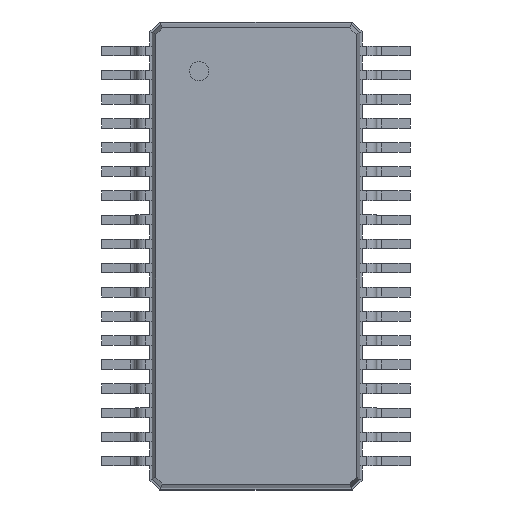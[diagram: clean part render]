
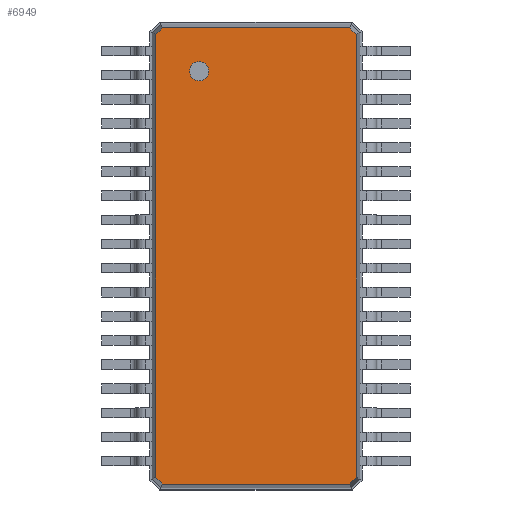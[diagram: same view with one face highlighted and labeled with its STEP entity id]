
A CAD part, top view. The second image highlights one B-rep face of the part: STEP entity #6949.
In plain terms, the highlighted planar face has unit normal (0, 0, 1).
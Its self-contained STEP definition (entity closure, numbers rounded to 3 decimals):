
#2300 = VERTEX_POINT('',#2301);
#2301 = CARTESIAN_POINT('',(2.079,-4.589,1.2));
#2306 = EDGE_CURVE('',#2307,#2300,#2309,.T.);
#2307 = VERTEX_POINT('',#2308);
#2308 = CARTESIAN_POINT('',(2.079,4.589,1.2));
#2309 = LINE('',#2310,#2311);
#2310 = CARTESIAN_POINT('',(2.079,4.589,1.2));
#2311 = VECTOR('',#2312,1.);
#2312 = DIRECTION('',(0.,-1.,0.));
#6932 = VERTEX_POINT('',#6933);
#6933 = CARTESIAN_POINT('',(1.939,-4.729,1.2));
#6938 = EDGE_CURVE('',#2300,#6932,#6939,.T.);
#6939 = LINE('',#6940,#6941);
#6940 = CARTESIAN_POINT('',(2.079,-4.589,1.2));
#6941 = VECTOR('',#6942,1.);
#6942 = DIRECTION('',(-0.707,-0.707,0.));
#6949 = ADVANCED_FACE('',(#6950,#7000),#7011,.T.);
#6950 = FACE_BOUND('',#6951,.T.);
#6951 = EDGE_LOOP('',(#6952,#6962,#6970,#6978,#6986,#6992,#6993,#6994));
#6952 = ORIENTED_EDGE('',*,*,#6953,.F.);
#6953 = EDGE_CURVE('',#6954,#6956,#6958,.T.);
#6954 = VERTEX_POINT('',#6955);
#6955 = CARTESIAN_POINT('',(-1.939,4.729,1.2));
#6956 = VERTEX_POINT('',#6957);
#6957 = CARTESIAN_POINT('',(1.939,4.729,1.2));
#6958 = LINE('',#6959,#6960);
#6959 = CARTESIAN_POINT('',(-1.939,4.729,1.2));
#6960 = VECTOR('',#6961,1.);
#6961 = DIRECTION('',(1.,0.,0.));
#6962 = ORIENTED_EDGE('',*,*,#6963,.F.);
#6963 = EDGE_CURVE('',#6964,#6954,#6966,.T.);
#6964 = VERTEX_POINT('',#6965);
#6965 = CARTESIAN_POINT('',(-2.079,4.589,1.2));
#6966 = LINE('',#6967,#6968);
#6967 = CARTESIAN_POINT('',(-2.079,4.589,1.2));
#6968 = VECTOR('',#6969,1.);
#6969 = DIRECTION('',(0.707,0.707,0.));
#6970 = ORIENTED_EDGE('',*,*,#6971,.F.);
#6971 = EDGE_CURVE('',#6972,#6964,#6974,.T.);
#6972 = VERTEX_POINT('',#6973);
#6973 = CARTESIAN_POINT('',(-2.079,-4.589,1.2));
#6974 = LINE('',#6975,#6976);
#6975 = CARTESIAN_POINT('',(-2.079,-4.589,1.2));
#6976 = VECTOR('',#6977,1.);
#6977 = DIRECTION('',(0.,1.,0.));
#6978 = ORIENTED_EDGE('',*,*,#6979,.F.);
#6979 = EDGE_CURVE('',#6980,#6972,#6982,.T.);
#6980 = VERTEX_POINT('',#6981);
#6981 = CARTESIAN_POINT('',(-1.939,-4.729,1.2));
#6982 = LINE('',#6983,#6984);
#6983 = CARTESIAN_POINT('',(-1.939,-4.729,1.2));
#6984 = VECTOR('',#6985,1.);
#6985 = DIRECTION('',(-0.707,0.707,0.));
#6986 = ORIENTED_EDGE('',*,*,#6987,.F.);
#6987 = EDGE_CURVE('',#6932,#6980,#6988,.T.);
#6988 = LINE('',#6989,#6990);
#6989 = CARTESIAN_POINT('',(1.939,-4.729,1.2));
#6990 = VECTOR('',#6991,1.);
#6991 = DIRECTION('',(-1.,0.,0.));
#6992 = ORIENTED_EDGE('',*,*,#6938,.F.);
#6993 = ORIENTED_EDGE('',*,*,#2306,.F.);
#6994 = ORIENTED_EDGE('',*,*,#6995,.F.);
#6995 = EDGE_CURVE('',#6956,#2307,#6996,.T.);
#6996 = LINE('',#6997,#6998);
#6997 = CARTESIAN_POINT('',(1.939,4.729,1.2));
#6998 = VECTOR('',#6999,1.);
#6999 = DIRECTION('',(0.707,-0.707,0.));
#7000 = FACE_BOUND('',#7001,.T.);
#7001 = EDGE_LOOP('',(#7002));
#7002 = ORIENTED_EDGE('',*,*,#7003,.F.);
#7003 = EDGE_CURVE('',#7004,#7004,#7006,.T.);
#7004 = VERTEX_POINT('',#7005);
#7005 = CARTESIAN_POINT('',(-1.179,3.629,1.2));
#7006 = CIRCLE('',#7007,0.2);
#7007 = AXIS2_PLACEMENT_3D('',#7008,#7009,#7010);
#7008 = CARTESIAN_POINT('',(-1.179,3.829,1.2));
#7009 = DIRECTION('',(0.,0.,1.));
#7010 = DIRECTION('',(0.,-1.,0.));
#7011 = PLANE('',#7012);
#7012 = AXIS2_PLACEMENT_3D('',#7013,#7014,#7015);
#7013 = CARTESIAN_POINT('',(-1.939,4.729,1.2));
#7014 = DIRECTION('',(0.,0.,1.));
#7015 = DIRECTION('',(0.379,-0.925,0.));
